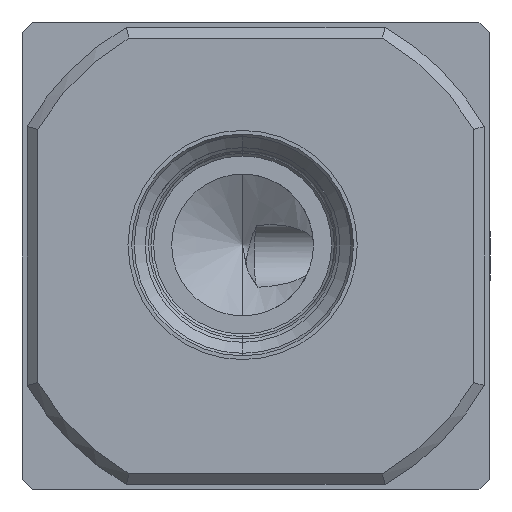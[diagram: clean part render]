
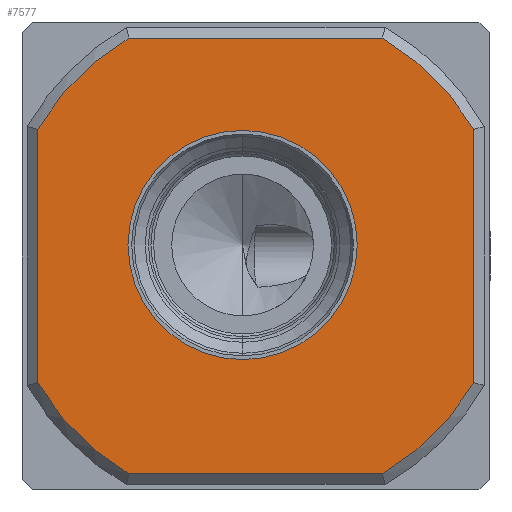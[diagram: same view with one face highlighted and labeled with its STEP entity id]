
A CAD part, left-side view. The second image highlights one B-rep face of the part: STEP entity #7577.
In plain terms, the highlighted planar face has unit normal (-1, 0, 0).
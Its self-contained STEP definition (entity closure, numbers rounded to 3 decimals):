
#44 = CARTESIAN_POINT ( 'NONE',  ( -3.6, -22.25, 22.25 ) ) ;
#158 = AXIS2_PLACEMENT_3D ( 'NONE', #17172, #1821, #7481 ) ;
#220 = DIRECTION ( 'NONE',  ( -1., 0., 0. ) ) ;
#308 = VERTEX_POINT ( 'NONE', #4515 ) ;
#365 = CARTESIAN_POINT ( 'NONE',  ( -3.6, -10.19, 43. ) ) ;
#437 = EDGE_CURVE ( 'NONE', #16759, #5574, #1065, .T. ) ;
#904 = VERTEX_POINT ( 'NONE', #11689 ) ;
#1065 = CIRCLE ( 'NONE', #158, 10.91 ) ;
#1067 = ORIENTED_EDGE ( 'NONE', *, *, #6080, .T. ) ;
#1077 = CARTESIAN_POINT ( 'NONE',  ( -3.6, -34.31, 1.5 ) ) ;
#1399 = CARTESIAN_POINT ( 'NONE',  ( -3.6, -43., 34.576 ) ) ;
#1821 = DIRECTION ( 'NONE',  ( 1., 0., 0. ) ) ;
#2135 = EDGE_CURVE ( 'NONE', #11811, #13711, #11588, .T. ) ;
#2481 = AXIS2_PLACEMENT_3D ( 'NONE', #13689, #2628, #8041 ) ;
#2628 = DIRECTION ( 'NONE',  ( -1., 0., 0. ) ) ;
#2758 = VERTEX_POINT ( 'NONE', #6032 ) ;
#2818 = CARTESIAN_POINT ( 'NONE',  ( -3.6, -43., 34.31 ) ) ;
#2829 = DIRECTION ( 'NONE',  ( 0., 0., 1. ) ) ;
#3014 = DIRECTION ( 'NONE',  ( 0., 1., 0. ) ) ;
#3064 = EDGE_CURVE ( 'NONE', #15781, #12208, #14634, .T. ) ;
#3095 = LINE ( 'NONE', #15845, #14807 ) ;
#3112 = ORIENTED_EDGE ( 'NONE', *, *, #4142, .T. ) ;
#3233 = CARTESIAN_POINT ( 'NONE',  ( -3.6, -22.25, 22.25 ) ) ;
#3689 = EDGE_CURVE ( 'NONE', #5574, #16759, #8628, .T. ) ;
#3997 = EDGE_CURVE ( 'NONE', #308, #10443, #4193, .T. ) ;
#4108 = PLANE ( 'NONE',  #9597 ) ;
#4142 = EDGE_CURVE ( 'NONE', #13711, #2758, #3095, .T. ) ;
#4193 = LINE ( 'NONE', #13770, #11563 ) ;
#4515 = CARTESIAN_POINT ( 'NONE',  ( -3.6, -10.19, 1.5 ) ) ;
#4598 = DIRECTION ( 'NONE',  ( -1., 0., 0. ) ) ;
#5218 = ORIENTED_EDGE ( 'NONE', *, *, #3997, .T. ) ;
#5353 = AXIS2_PLACEMENT_3D ( 'NONE', #5926, #4598, #17086 ) ;
#5529 = FACE_BOUND ( 'NONE', #5621, .T. ) ;
#5574 = VERTEX_POINT ( 'NONE', #15931 ) ;
#5621 = EDGE_LOOP ( 'NONE', ( #15698, #16703 ) ) ;
#5926 = CARTESIAN_POINT ( 'NONE',  ( -3.6, -22.25, 22.25 ) ) ;
#6032 = CARTESIAN_POINT ( 'NONE',  ( -3.6, -1.5, 10.19 ) ) ;
#6080 = EDGE_CURVE ( 'NONE', #10443, #904, #12100, .T. ) ;
#6286 = DIRECTION ( 'NONE',  ( 0., 0., 1. ) ) ;
#7155 = CARTESIAN_POINT ( 'NONE',  ( -3.6, -9.924, 43. ) ) ;
#7345 = AXIS2_PLACEMENT_3D ( 'NONE', #3233, #16999, #8712 ) ;
#7481 = DIRECTION ( 'NONE',  ( 0., 0., 1. ) ) ;
#7562 = DIRECTION ( 'NONE',  ( 0., 0., -1. ) ) ;
#7577 = ADVANCED_FACE ( 'NONE', ( #8795, #5529 ), #4108, .T. ) ;
#7593 = VECTOR ( 'NONE', #3014, 1000. ) ;
#8041 = DIRECTION ( 'NONE',  ( 0., 0., 1. ) ) ;
#8628 = CIRCLE ( 'NONE', #11355, 10.91 ) ;
#8712 = DIRECTION ( 'NONE',  ( 0., 0., 1. ) ) ;
#8795 = FACE_OUTER_BOUND ( 'NONE', #9710, .T. ) ;
#8978 = DIRECTION ( 'NONE',  ( 1., 0., 0. ) ) ;
#9597 = AXIS2_PLACEMENT_3D ( 'NONE', #16585, #17990, #2829 ) ;
#9710 = EDGE_LOOP ( 'NONE', ( #11908, #5218, #1067, #10378, #9802, #14500, #10739, #3112 ) ) ;
#9778 = DIRECTION ( 'NONE',  ( 0., 0., 1. ) ) ;
#9802 = ORIENTED_EDGE ( 'NONE', *, *, #3064, .T. ) ;
#10015 = DIRECTION ( 'NONE',  ( 0., -1., 0. ) ) ;
#10378 = ORIENTED_EDGE ( 'NONE', *, *, #12213, .T. ) ;
#10443 = VERTEX_POINT ( 'NONE', #1077 ) ;
#10739 = ORIENTED_EDGE ( 'NONE', *, *, #2135, .T. ) ;
#11178 = DIRECTION ( 'NONE',  ( 0., 0., 1. ) ) ;
#11355 = AXIS2_PLACEMENT_3D ( 'NONE', #17450, #8978, #6286 ) ;
#11563 = VECTOR ( 'NONE', #10015, 1000. ) ;
#11588 = CIRCLE ( 'NONE', #17386, 24. ) ;
#11689 = CARTESIAN_POINT ( 'NONE',  ( -3.6, -43., 10.19 ) ) ;
#11811 = VERTEX_POINT ( 'NONE', #365 ) ;
#11908 = ORIENTED_EDGE ( 'NONE', *, *, #14256, .T. ) ;
#12100 = CIRCLE ( 'NONE', #5353, 24. ) ;
#12208 = VERTEX_POINT ( 'NONE', #12464 ) ;
#12213 = EDGE_CURVE ( 'NONE', #904, #15781, #16467, .T. ) ;
#12398 = CARTESIAN_POINT ( 'NONE',  ( -3.6, -1.5, 34.31 ) ) ;
#12464 = CARTESIAN_POINT ( 'NONE',  ( -3.6, -34.31, 43. ) ) ;
#13689 = CARTESIAN_POINT ( 'NONE',  ( -3.6, -22.25, 22.25 ) ) ;
#13711 = VERTEX_POINT ( 'NONE', #12398 ) ;
#13770 = CARTESIAN_POINT ( 'NONE',  ( -3.6, -34.576, 1.5 ) ) ;
#14256 = EDGE_CURVE ( 'NONE', #2758, #308, #17594, .T. ) ;
#14500 = ORIENTED_EDGE ( 'NONE', *, *, #15395, .T. ) ;
#14507 = CARTESIAN_POINT ( 'NONE',  ( -3.6, -23.5, 32.11 ) ) ;
#14634 = CIRCLE ( 'NONE', #2481, 24. ) ;
#14807 = VECTOR ( 'NONE', #7562, 1000. ) ;
#15395 = EDGE_CURVE ( 'NONE', #12208, #11811, #16476, .T. ) ;
#15698 = ORIENTED_EDGE ( 'NONE', *, *, #437, .T. ) ;
#15781 = VERTEX_POINT ( 'NONE', #2818 ) ;
#15845 = CARTESIAN_POINT ( 'NONE',  ( -3.6, -1.5, 9.924 ) ) ;
#15931 = CARTESIAN_POINT ( 'NONE',  ( -3.6, -23.5, 10.29 ) ) ;
#16467 = LINE ( 'NONE', #1399, #16699 ) ;
#16476 = LINE ( 'NONE', #7155, #7593 ) ;
#16585 = CARTESIAN_POINT ( 'NONE',  ( -3.6, -22.25, 22.25 ) ) ;
#16699 = VECTOR ( 'NONE', #11178, 1000. ) ;
#16703 = ORIENTED_EDGE ( 'NONE', *, *, #3689, .T. ) ;
#16759 = VERTEX_POINT ( 'NONE', #14507 ) ;
#16999 = DIRECTION ( 'NONE',  ( -1., 0., 0. ) ) ;
#17086 = DIRECTION ( 'NONE',  ( 0., 0., 1. ) ) ;
#17172 = CARTESIAN_POINT ( 'NONE',  ( -3.6, -23.5, 21.2 ) ) ;
#17386 = AXIS2_PLACEMENT_3D ( 'NONE', #44, #220, #9778 ) ;
#17450 = CARTESIAN_POINT ( 'NONE',  ( -3.6, -23.5, 21.2 ) ) ;
#17594 = CIRCLE ( 'NONE', #7345, 24. ) ;
#17990 = DIRECTION ( 'NONE',  ( -1., 0., 0. ) ) ;
